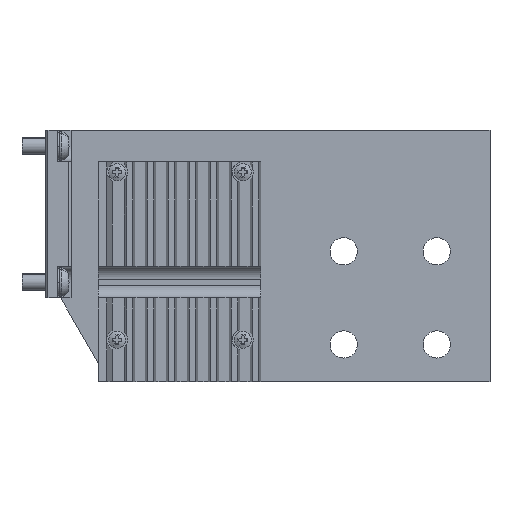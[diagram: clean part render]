
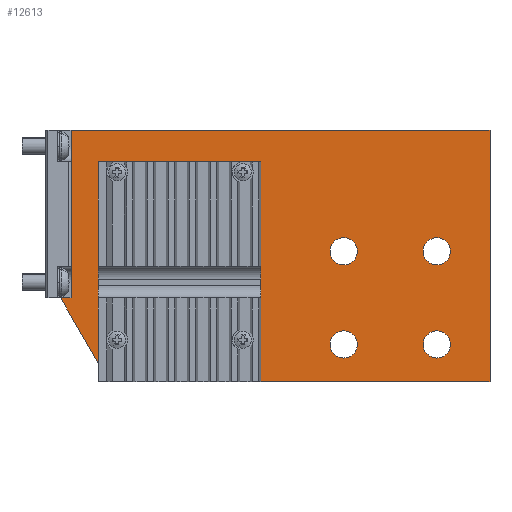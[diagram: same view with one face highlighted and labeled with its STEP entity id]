
A CAD part, left-side view. The second image highlights one B-rep face of the part: STEP entity #12613.
In plain terms, the highlighted planar face has unit normal (-1, 0, 0).
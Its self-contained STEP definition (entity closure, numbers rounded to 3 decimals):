
#12076=AXIS2_PLACEMENT_3D('Circle Axis2P3D',#12074,#12075,$) ;
#12093=AXIS2_PLACEMENT_3D('Circle Axis2P3D',#12091,#12092,$) ;
#12133=AXIS2_PLACEMENT_3D('Circle Axis2P3D',#12131,#12132,$) ;
#12150=AXIS2_PLACEMENT_3D('Circle Axis2P3D',#12148,#12149,$) ;
#12190=AXIS2_PLACEMENT_3D('Circle Axis2P3D',#12188,#12189,$) ;
#12207=AXIS2_PLACEMENT_3D('Circle Axis2P3D',#12205,#12206,$) ;
#12247=AXIS2_PLACEMENT_3D('Circle Axis2P3D',#12245,#12246,$) ;
#12264=AXIS2_PLACEMENT_3D('Circle Axis2P3D',#12262,#12263,$) ;
#12290=AXIS2_PLACEMENT_3D('Circle Axis2P3D',#12288,#12289,$) ;
#12316=AXIS2_PLACEMENT_3D('Circle Axis2P3D',#12314,#12315,$) ;
#12347=AXIS2_PLACEMENT_3D('Circle Axis2P3D',#12345,#12346,$) ;
#12373=AXIS2_PLACEMENT_3D('Circle Axis2P3D',#12371,#12372,$) ;
#12404=AXIS2_PLACEMENT_3D('Circle Axis2P3D',#12402,#12403,$) ;
#12430=AXIS2_PLACEMENT_3D('Circle Axis2P3D',#12428,#12429,$) ;
#12461=AXIS2_PLACEMENT_3D('Circle Axis2P3D',#12459,#12460,$) ;
#12487=AXIS2_PLACEMENT_3D('Circle Axis2P3D',#12485,#12486,$) ;
#12567=AXIS2_PLACEMENT_3D('Plane Axis2P3D',#12564,#12565,#12566) ;
#11984=CARTESIAN_POINT('Vertex',(-340.35,3.,112.)) ;
#11989=CARTESIAN_POINT('Line Origine',(-340.35,-99.5,112.)) ;
#11993=CARTESIAN_POINT('Vertex',(-340.35,-202.,112.)) ;
#12020=CARTESIAN_POINT('Line Origine',(-340.35,-202.,52.)) ;
#12024=CARTESIAN_POINT('Vertex',(-340.35,-202.,-8.)) ;
#12057=CARTESIAN_POINT('Vertex',(-340.35,-132.15,47.73)) ;
#12071=CARTESIAN_POINT('Vertex',(-340.35,-132.15,60.73)) ;
#12074=CARTESIAN_POINT('Axis2P3D Location',(-340.35,-132.15,54.23)) ;
#12091=CARTESIAN_POINT('Axis2P3D Location',(-340.35,-132.15,54.23)) ;
#12114=CARTESIAN_POINT('Vertex',(-340.35,-176.6,16.28)) ;
#12128=CARTESIAN_POINT('Vertex',(-340.35,-176.6,3.28)) ;
#12131=CARTESIAN_POINT('Axis2P3D Location',(-340.35,-176.6,9.78)) ;
#12148=CARTESIAN_POINT('Axis2P3D Location',(-340.35,-176.6,9.78)) ;
#12171=CARTESIAN_POINT('Vertex',(-340.35,-132.15,16.28)) ;
#12185=CARTESIAN_POINT('Vertex',(-340.35,-132.15,3.28)) ;
#12188=CARTESIAN_POINT('Axis2P3D Location',(-340.35,-132.15,9.78)) ;
#12205=CARTESIAN_POINT('Axis2P3D Location',(-340.35,-132.15,9.78)) ;
#12228=CARTESIAN_POINT('Vertex',(-340.35,-176.6,47.73)) ;
#12242=CARTESIAN_POINT('Vertex',(-340.35,-176.6,60.73)) ;
#12245=CARTESIAN_POINT('Axis2P3D Location',(-340.35,-176.6,54.23)) ;
#12262=CARTESIAN_POINT('Axis2P3D Location',(-340.35,-176.6,54.23)) ;
#12285=CARTESIAN_POINT('Vertex',(-340.35,-24.,10.379)) ;
#12288=CARTESIAN_POINT('Axis2P3D Location',(-340.35,-24.,12.)) ;
#12292=CARTESIAN_POINT('Vertex',(-340.35,-24.,13.621)) ;
#12314=CARTESIAN_POINT('Axis2P3D Location',(-340.35,-24.,12.)) ;
#12342=CARTESIAN_POINT('Vertex',(-340.35,-83.798,90.392)) ;
#12345=CARTESIAN_POINT('Axis2P3D Location',(-340.35,-84.,92.)) ;
#12349=CARTESIAN_POINT('Vertex',(-340.35,-84.201,93.609)) ;
#12371=CARTESIAN_POINT('Axis2P3D Location',(-340.35,-84.,92.)) ;
#12399=CARTESIAN_POINT('Vertex',(-340.35,-84.,10.379)) ;
#12402=CARTESIAN_POINT('Axis2P3D Location',(-340.35,-84.,12.)) ;
#12406=CARTESIAN_POINT('Vertex',(-340.35,-84.,13.621)) ;
#12428=CARTESIAN_POINT('Axis2P3D Location',(-340.35,-84.,12.)) ;
#12456=CARTESIAN_POINT('Vertex',(-340.35,-24.156,90.387)) ;
#12459=CARTESIAN_POINT('Axis2P3D Location',(-340.35,-24.,92.)) ;
#12463=CARTESIAN_POINT('Vertex',(-340.35,-23.844,93.614)) ;
#12485=CARTESIAN_POINT('Axis2P3D Location',(-340.35,-24.,92.)) ;
#12514=CARTESIAN_POINT('Line Origine',(-340.35,-111.047,-8.)) ;
#12518=CARTESIAN_POINT('Vertex',(-340.35,-20.094,-8.)) ;
#12542=CARTESIAN_POINT('Vertex',(-340.35,3.,32.)) ;
#12547=CARTESIAN_POINT('Line Origine',(-340.35,3.,72.)) ;
#12564=CARTESIAN_POINT('Axis2P3D Location',(-340.35,3.,52.)) ;
#12569=CARTESIAN_POINT('Line Origine',(-340.35,-8.547,12.)) ;
#11990=DIRECTION('Vector Direction',(0.,-1.,0.)) ;
#12021=DIRECTION('Vector Direction',(0.,0.,1.)) ;
#12075=DIRECTION('Axis2P3D Direction',(1.,0.,0.)) ;
#12092=DIRECTION('Axis2P3D Direction',(1.,0.,0.)) ;
#12132=DIRECTION('Axis2P3D Direction',(1.,0.,0.)) ;
#12149=DIRECTION('Axis2P3D Direction',(1.,0.,0.)) ;
#12189=DIRECTION('Axis2P3D Direction',(1.,0.,0.)) ;
#12206=DIRECTION('Axis2P3D Direction',(1.,0.,0.)) ;
#12246=DIRECTION('Axis2P3D Direction',(1.,0.,0.)) ;
#12263=DIRECTION('Axis2P3D Direction',(1.,0.,0.)) ;
#12289=DIRECTION('Axis2P3D Direction',(1.,0.,0.)) ;
#12315=DIRECTION('Axis2P3D Direction',(1.,0.,0.)) ;
#12346=DIRECTION('Axis2P3D Direction',(1.,0.,0.)) ;
#12372=DIRECTION('Axis2P3D Direction',(1.,0.,0.)) ;
#12403=DIRECTION('Axis2P3D Direction',(1.,0.,0.)) ;
#12429=DIRECTION('Axis2P3D Direction',(1.,0.,0.)) ;
#12460=DIRECTION('Axis2P3D Direction',(1.,0.,0.)) ;
#12486=DIRECTION('Axis2P3D Direction',(1.,0.,0.)) ;
#12515=DIRECTION('Vector Direction',(0.,1.,0.)) ;
#12548=DIRECTION('Vector Direction',(0.,0.,-1.)) ;
#12565=DIRECTION('Axis2P3D Direction',(1.,0.,0.)) ;
#12566=DIRECTION('Axis2P3D XDirection',(0.,0.,-1.)) ;
#12570=DIRECTION('Vector Direction',(0.,-0.5,-0.866)) ;
#11991=VECTOR('Line Direction',#11990,1.) ;
#12022=VECTOR('Line Direction',#12021,1.) ;
#12516=VECTOR('Line Direction',#12515,1.) ;
#12549=VECTOR('Line Direction',#12548,1.) ;
#12571=VECTOR('Line Direction',#12570,1.) ;
#12575=ORIENTED_EDGE('',*,*,#12573,.F.) ;
#12576=ORIENTED_EDGE('',*,*,#12520,.F.) ;
#12577=ORIENTED_EDGE('',*,*,#12026,.F.) ;
#12578=ORIENTED_EDGE('',*,*,#11995,.F.) ;
#12579=ORIENTED_EDGE('',*,*,#12551,.F.) ;
#12582=ORIENTED_EDGE('',*,*,#12266,.T.) ;
#12583=ORIENTED_EDGE('',*,*,#12249,.T.) ;
#12586=ORIENTED_EDGE('',*,*,#12152,.T.) ;
#12587=ORIENTED_EDGE('',*,*,#12135,.T.) ;
#12590=ORIENTED_EDGE('',*,*,#12095,.T.) ;
#12591=ORIENTED_EDGE('',*,*,#12078,.T.) ;
#12594=ORIENTED_EDGE('',*,*,#12209,.T.) ;
#12595=ORIENTED_EDGE('',*,*,#12192,.T.) ;
#12598=ORIENTED_EDGE('',*,*,#12465,.T.) ;
#12599=ORIENTED_EDGE('',*,*,#12489,.T.) ;
#12602=ORIENTED_EDGE('',*,*,#12351,.T.) ;
#12603=ORIENTED_EDGE('',*,*,#12375,.T.) ;
#12606=ORIENTED_EDGE('',*,*,#12294,.T.) ;
#12607=ORIENTED_EDGE('',*,*,#12318,.T.) ;
#12610=ORIENTED_EDGE('',*,*,#12408,.T.) ;
#12611=ORIENTED_EDGE('',*,*,#12432,.T.) ;
#12584=FACE_BOUND('',#12581,.T.) ;
#12588=FACE_BOUND('',#12585,.T.) ;
#12592=FACE_BOUND('',#12589,.T.) ;
#12596=FACE_BOUND('',#12593,.T.) ;
#12600=FACE_BOUND('',#12597,.T.) ;
#12604=FACE_BOUND('',#12601,.T.) ;
#12608=FACE_BOUND('',#12605,.T.) ;
#12612=FACE_BOUND('',#12609,.T.) ;
#12613=ADVANCED_FACE('RB9226801_1PD_001_00_REAR TERMINALS UL E4.2 3200A.1\\RG2638204_1PA_001_00_PIATTO.4\\PartBody',(#12580,#12584,#12588,#12592,#12596,#12600,#12604,#12608,#12612),#12568,.F.) ;
#12077=CIRCLE('generated circle',#12076,6.5) ;
#12094=CIRCLE('generated circle',#12093,6.5) ;
#12134=CIRCLE('generated circle',#12133,6.5) ;
#12151=CIRCLE('generated circle',#12150,6.5) ;
#12191=CIRCLE('generated circle',#12190,6.5) ;
#12208=CIRCLE('generated circle',#12207,6.5) ;
#12248=CIRCLE('generated circle',#12247,6.5) ;
#12265=CIRCLE('generated circle',#12264,6.5) ;
#12291=CIRCLE('generated circle',#12290,1.621) ;
#12317=CIRCLE('generated circle',#12316,1.621) ;
#12348=CIRCLE('generated circle',#12347,1.621) ;
#12374=CIRCLE('generated circle',#12373,1.621) ;
#12405=CIRCLE('generated circle',#12404,1.621) ;
#12431=CIRCLE('generated circle',#12430,1.621) ;
#12462=CIRCLE('generated circle',#12461,1.621) ;
#12488=CIRCLE('generated circle',#12487,1.621) ;
#11995=EDGE_CURVE('',#11985,#11994,#11992,.T.) ;
#12026=EDGE_CURVE('',#11994,#12025,#12023,.F.) ;
#12078=EDGE_CURVE('',#12058,#12072,#12077,.T.) ;
#12095=EDGE_CURVE('',#12072,#12058,#12094,.T.) ;
#12135=EDGE_CURVE('',#12115,#12129,#12134,.T.) ;
#12152=EDGE_CURVE('',#12129,#12115,#12151,.T.) ;
#12192=EDGE_CURVE('',#12172,#12186,#12191,.T.) ;
#12209=EDGE_CURVE('',#12186,#12172,#12208,.T.) ;
#12249=EDGE_CURVE('',#12229,#12243,#12248,.T.) ;
#12266=EDGE_CURVE('',#12243,#12229,#12265,.T.) ;
#12294=EDGE_CURVE('',#12293,#12286,#12291,.T.) ;
#12318=EDGE_CURVE('',#12286,#12293,#12317,.T.) ;
#12351=EDGE_CURVE('',#12350,#12343,#12348,.T.) ;
#12375=EDGE_CURVE('',#12343,#12350,#12374,.T.) ;
#12408=EDGE_CURVE('',#12407,#12400,#12405,.T.) ;
#12432=EDGE_CURVE('',#12400,#12407,#12431,.T.) ;
#12465=EDGE_CURVE('',#12464,#12457,#12462,.T.) ;
#12489=EDGE_CURVE('',#12457,#12464,#12488,.T.) ;
#12520=EDGE_CURVE('',#12025,#12519,#12517,.T.) ;
#12551=EDGE_CURVE('',#12543,#11985,#12550,.F.) ;
#12573=EDGE_CURVE('',#12519,#12543,#12572,.F.) ;
#12574=EDGE_LOOP('',(#12575,#12576,#12577,#12578,#12579)) ;
#12581=EDGE_LOOP('',(#12582,#12583)) ;
#12585=EDGE_LOOP('',(#12586,#12587)) ;
#12589=EDGE_LOOP('',(#12590,#12591)) ;
#12593=EDGE_LOOP('',(#12594,#12595)) ;
#12597=EDGE_LOOP('',(#12598,#12599)) ;
#12601=EDGE_LOOP('',(#12602,#12603)) ;
#12605=EDGE_LOOP('',(#12606,#12607)) ;
#12609=EDGE_LOOP('',(#12610,#12611)) ;
#12580=FACE_OUTER_BOUND('',#12574,.T.) ;
#11992=LINE('Line',#11989,#11991) ;
#12023=LINE('Line',#12020,#12022) ;
#12517=LINE('Line',#12514,#12516) ;
#12550=LINE('Line',#12547,#12549) ;
#12572=LINE('Line',#12569,#12571) ;
#12568=PLANE('',#12567) ;
#11985=VERTEX_POINT('',#11984) ;
#11994=VERTEX_POINT('',#11993) ;
#12025=VERTEX_POINT('',#12024) ;
#12058=VERTEX_POINT('',#12057) ;
#12072=VERTEX_POINT('',#12071) ;
#12115=VERTEX_POINT('',#12114) ;
#12129=VERTEX_POINT('',#12128) ;
#12172=VERTEX_POINT('',#12171) ;
#12186=VERTEX_POINT('',#12185) ;
#12229=VERTEX_POINT('',#12228) ;
#12243=VERTEX_POINT('',#12242) ;
#12286=VERTEX_POINT('',#12285) ;
#12293=VERTEX_POINT('',#12292) ;
#12343=VERTEX_POINT('',#12342) ;
#12350=VERTEX_POINT('',#12349) ;
#12400=VERTEX_POINT('',#12399) ;
#12407=VERTEX_POINT('',#12406) ;
#12457=VERTEX_POINT('',#12456) ;
#12464=VERTEX_POINT('',#12463) ;
#12519=VERTEX_POINT('',#12518) ;
#12543=VERTEX_POINT('',#12542) ;
